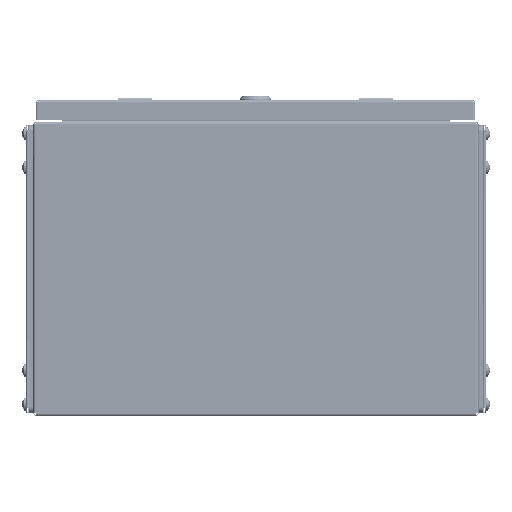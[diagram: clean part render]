
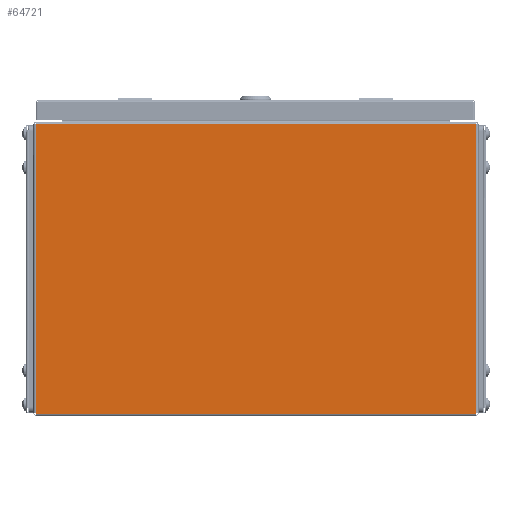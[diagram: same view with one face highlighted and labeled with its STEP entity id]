
A CAD part, left-side view. The second image highlights one B-rep face of the part: STEP entity #64721.
In plain terms, the highlighted planar face has unit normal (-1, 0, 0).
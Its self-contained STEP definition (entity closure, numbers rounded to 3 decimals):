
#2035 = PLANE ( 'NONE',  #5563 ) ;
#2624 = DIRECTION ( 'NONE',  ( 0., 0., -1. ) ) ;
#4435 = EDGE_LOOP ( 'NONE', ( #82302, #44774, #9006, #16802 ) ) ;
#5563 = AXIS2_PLACEMENT_3D ( 'NONE', #72387, #59203, #57408 ) ;
#6288 = CARTESIAN_POINT ( 'NONE',  ( -250., 195.5, 0. ) ) ;
#6424 = CARTESIAN_POINT ( 'NONE',  ( -250., -195.5, 1. ) ) ;
#6679 = LINE ( 'NONE', #34361, #29695 ) ;
#7648 = VECTOR ( 'NONE', #85681, 1000. ) ;
#9006 = ORIENTED_EDGE ( 'NONE', *, *, #52299, .F. ) ;
#13706 = DIRECTION ( 'NONE',  ( 0., 1., 0. ) ) ;
#14607 = CARTESIAN_POINT ( 'NONE',  ( -250., 195.5, 1. ) ) ;
#16802 = ORIENTED_EDGE ( 'NONE', *, *, #86171, .T. ) ;
#22952 = EDGE_CURVE ( 'NONE', #66613, #30125, #30741, .T. ) ;
#29695 = VECTOR ( 'NONE', #75217, 1000. ) ;
#30125 = VERTEX_POINT ( 'NONE', #35977 ) ;
#30741 = LINE ( 'NONE', #57984, #7648 ) ;
#32168 = CARTESIAN_POINT ( 'NONE',  ( -250., 195.5, 1. ) ) ;
#34361 = CARTESIAN_POINT ( 'NONE',  ( -250., -195.5, 0. ) ) ;
#35977 = CARTESIAN_POINT ( 'NONE',  ( -250., 195.5, 257.5 ) ) ;
#37899 = FACE_OUTER_BOUND ( 'NONE', #4435, .T. ) ;
#44774 = ORIENTED_EDGE ( 'NONE', *, *, #75532, .T. ) ;
#52299 = EDGE_CURVE ( 'NONE', #54799, #78666, #76778, .T. ) ;
#54799 = VERTEX_POINT ( 'NONE', #6424 ) ;
#57408 = DIRECTION ( 'NONE',  ( 0., 0., -1. ) ) ;
#57984 = CARTESIAN_POINT ( 'NONE',  ( -250., -195.5, 257.5 ) ) ;
#59203 = DIRECTION ( 'NONE',  ( 1., 0., 0. ) ) ;
#64721 = ADVANCED_FACE ( 'NONE', ( #37899 ), #2035, .F. ) ;
#66404 = VECTOR ( 'NONE', #13706, 1000. ) ;
#66613 = VERTEX_POINT ( 'NONE', #67610 ) ;
#67610 = CARTESIAN_POINT ( 'NONE',  ( -250., -195.5, 257.5 ) ) ;
#72387 = CARTESIAN_POINT ( 'NONE',  ( -250., 0., 0. ) ) ;
#75217 = DIRECTION ( 'NONE',  ( 0., 0., 1. ) ) ;
#75532 = EDGE_CURVE ( 'NONE', #30125, #78666, #83424, .T. ) ;
#76778 = LINE ( 'NONE', #14607, #66404 ) ;
#77682 = VECTOR ( 'NONE', #2624, 1000. ) ;
#78666 = VERTEX_POINT ( 'NONE', #32168 ) ;
#82302 = ORIENTED_EDGE ( 'NONE', *, *, #22952, .T. ) ;
#83424 = LINE ( 'NONE', #6288, #77682 ) ;
#85681 = DIRECTION ( 'NONE',  ( 0., 1., 0. ) ) ;
#86171 = EDGE_CURVE ( 'NONE', #54799, #66613, #6679, .T. ) ;
